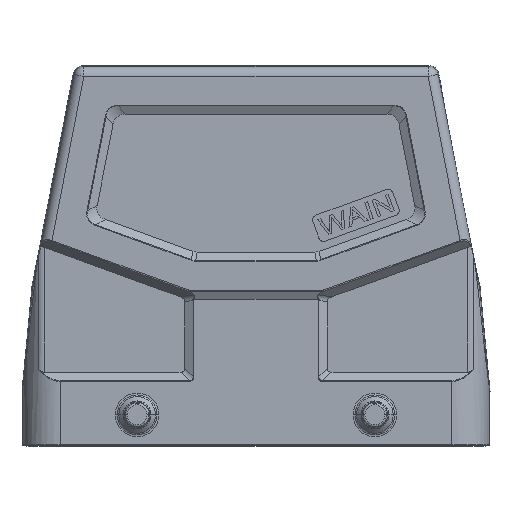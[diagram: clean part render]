
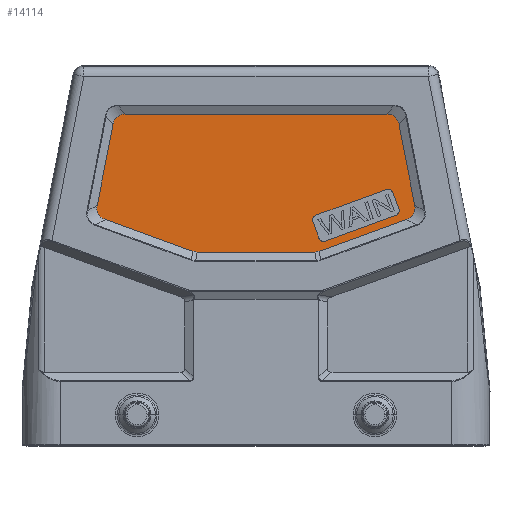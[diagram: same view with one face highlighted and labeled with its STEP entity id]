
A CAD part, top view. The second image highlights one B-rep face of the part: STEP entity #14114.
In plain terms, the highlighted planar face has unit normal (0, 0, 1).
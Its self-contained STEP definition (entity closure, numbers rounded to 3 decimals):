
#2756=DIRECTION('',(0.191,-0.982,0.));
#2757=VECTOR('',#2756,16.467);
#2758=CARTESIAN_POINT('',(28.57,32.245,21.5));
#2759=LINE('',#2758,#2757);
#2768=CARTESIAN_POINT('',(31.712,16.08,21.5));
#2769=CARTESIAN_POINT('',(31.848,15.381,21.5));
#2770=CARTESIAN_POINT('',(31.684,14.231,21.5));
#2771=CARTESIAN_POINT('',(30.782,13.497,21.5));
#2772=CARTESIAN_POINT('',(30.113,13.254,21.5));
#2778=DIRECTION('',(-0.94,-0.342,0.));
#2779=VECTOR('',#2778,18.628);
#2780=CARTESIAN_POINT('',(30.113,13.254,21.5));
#2781=LINE('',#2780,#2779);
#2790=CARTESIAN_POINT('',(12.609,6.883,21.5));
#2791=CARTESIAN_POINT('',(12.333,6.782,21.5));
#2792=CARTESIAN_POINT('',(12.048,6.732,21.5));
#2793=CARTESIAN_POINT('',(11.754,6.732,21.5));
#2804=DIRECTION('',(-1.,0.,0.));
#2805=VECTOR('',#2804,23.508);
#2806=CARTESIAN_POINT('',(11.754,6.732,21.5));
#2807=LINE('',#2806,#2805);
#2812=CARTESIAN_POINT('',(-11.754,6.732,21.5));
#2813=CARTESIAN_POINT('',(-12.048,6.732,21.5));
#2814=CARTESIAN_POINT('',(-12.333,6.782,21.5));
#2815=CARTESIAN_POINT('',(-12.609,6.883,21.5));
#2826=DIRECTION('',(-0.94,0.342,0.));
#2827=VECTOR('',#2826,18.628);
#2828=CARTESIAN_POINT('',(-12.609,6.883,21.5));
#2829=LINE('',#2828,#2827);
#2838=CARTESIAN_POINT('',(-30.113,13.254,21.5));
#2839=CARTESIAN_POINT('',(-30.782,13.497,21.5));
#2840=CARTESIAN_POINT('',(-31.684,14.231,21.5));
#2841=CARTESIAN_POINT('',(-31.848,15.381,21.5));
#2842=CARTESIAN_POINT('',(-31.712,16.08,21.5));
#2848=DIRECTION('',(0.191,0.982,0.));
#2849=VECTOR('',#2848,16.467);
#2850=CARTESIAN_POINT('',(-31.712,16.08,21.5));
#2851=LINE('',#2850,#2849);
#2860=CARTESIAN_POINT('',(-28.57,32.245,21.5));
#2861=CARTESIAN_POINT('',(-28.439,32.919,21.5));
#2862=CARTESIAN_POINT('',(-27.877,33.904,21.5));
#2863=CARTESIAN_POINT('',(-26.803,34.268,21.5));
#2864=CARTESIAN_POINT('',(-26.116,34.268,21.5));
#2870=DIRECTION('',(1.,0.,0.));
#2871=VECTOR('',#2870,52.232);
#2872=CARTESIAN_POINT('',(-26.116,34.268,21.5));
#2873=LINE('',#2872,#2871);
#2878=CARTESIAN_POINT('',(26.116,34.268,21.5));
#2879=CARTESIAN_POINT('',(26.803,34.268,21.5));
#2880=CARTESIAN_POINT('',(27.877,33.904,21.5));
#2881=CARTESIAN_POINT('',(28.439,32.919,21.5));
#2882=CARTESIAN_POINT('',(28.57,32.245,21.5));
#2884=DIRECTION('',(-0.342,0.94,0.));
#2885=VECTOR('',#2884,3.5);
#2886=CARTESIAN_POINT('',(12.562,9.526,21.5));
#2887=LINE('',#2886,#2885);
#2888=CARTESIAN_POINT('',(13.501,9.868,21.5));
#2889=DIRECTION('',(0.,0.,-1.));
#2890=DIRECTION('',(0.342,-0.94,0.));
#2891=AXIS2_PLACEMENT_3D('',#2888,#2889,#2890);
#2893=DIRECTION('',(-0.94,-0.342,0.));
#2894=VECTOR('',#2893,15.);
#2895=CARTESIAN_POINT('',(27.939,14.059,21.5));
#2896=LINE('',#2895,#2894);
#2897=CARTESIAN_POINT('',(27.597,14.998,21.5));
#2898=DIRECTION('',(0.,0.,-1.));
#2899=DIRECTION('',(1.,0.,0.));
#2900=AXIS2_PLACEMENT_3D('',#2897,#2898,#2899);
#2902=CARTESIAN_POINT('',(27.597,14.998,21.5));
#2903=DIRECTION('',(0.,0.,-1.));
#2904=DIRECTION('',(0.94,0.342,0.));
#2905=AXIS2_PLACEMENT_3D('',#2902,#2903,#2904);
#2907=DIRECTION('',(0.342,-0.94,0.));
#2908=VECTOR('',#2907,3.5);
#2909=CARTESIAN_POINT('',(27.339,18.629,21.5));
#2910=LINE('',#2909,#2908);
#2911=CARTESIAN_POINT('',(26.4,18.287,21.5));
#2912=DIRECTION('',(0.,0.,-1.));
#2913=DIRECTION('',(-0.342,0.94,0.));
#2914=AXIS2_PLACEMENT_3D('',#2911,#2912,#2913);
#2916=DIRECTION('',(0.94,0.342,0.));
#2917=VECTOR('',#2916,15.);
#2918=CARTESIAN_POINT('',(11.962,14.097,21.5));
#2919=LINE('',#2918,#2917);
#2920=CARTESIAN_POINT('',(12.304,13.157,21.5));
#2921=DIRECTION('',(0.,0.,-1.));
#2922=DIRECTION('',(-0.94,-0.342,0.));
#2923=AXIS2_PLACEMENT_3D('',#2920,#2921,#2922);
#9009=CARTESIAN_POINT('',(13.843,8.928,21.5));
#9010=CARTESIAN_POINT('',(12.562,9.526,21.5));
#9011=VERTEX_POINT('',#9009);
#9012=VERTEX_POINT('',#9010);
#9013=CARTESIAN_POINT('',(27.939,14.059,21.5));
#9014=VERTEX_POINT('',#9013);
#9015=CARTESIAN_POINT('',(28.536,15.34,21.5));
#9016=CARTESIAN_POINT('',(28.597,14.998,21.5));
#9017=VERTEX_POINT('',#9015);
#9018=VERTEX_POINT('',#9016);
#9019=CARTESIAN_POINT('',(27.339,18.629,21.5));
#9020=VERTEX_POINT('',#9019);
#9021=CARTESIAN_POINT('',(26.058,19.227,21.5));
#9022=VERTEX_POINT('',#9021);
#9023=CARTESIAN_POINT('',(11.962,14.097,21.5));
#9024=VERTEX_POINT('',#9023);
#9025=CARTESIAN_POINT('',(11.364,12.815,21.5));
#9026=VERTEX_POINT('',#9025);
#9120=CARTESIAN_POINT('',(28.57,32.245,21.5));
#9121=CARTESIAN_POINT('',(31.712,16.08,21.5));
#9122=VERTEX_POINT('',#9120);
#9123=VERTEX_POINT('',#9121);
#9124=VERTEX_POINT('',#2878);
#9125=CARTESIAN_POINT('',(-26.116,34.268,21.5));
#9126=VERTEX_POINT('',#9125);
#9127=VERTEX_POINT('',#2860);
#9128=CARTESIAN_POINT('',(-31.712,16.08,21.5));
#9129=VERTEX_POINT('',#9128);
#9130=VERTEX_POINT('',#2838);
#9131=CARTESIAN_POINT('',(-12.609,6.883,21.5));
#9132=VERTEX_POINT('',#9131);
#9133=VERTEX_POINT('',#2812);
#9134=CARTESIAN_POINT('',(11.754,6.732,21.5));
#9135=VERTEX_POINT('',#9134);
#9136=VERTEX_POINT('',#2790);
#9137=CARTESIAN_POINT('',(30.113,13.254,21.5));
#9138=VERTEX_POINT('',#9137);
#14075=CARTESIAN_POINT('',(-34.102,12.862,21.5));
#14076=DIRECTION('',(0.,0.,-1.));
#14077=DIRECTION('',(-1.,0.,0.));
#14078=AXIS2_PLACEMENT_3D('',#14075,#14076,#14077);
#14079=PLANE('',#14078);
#14080=ORIENTED_EDGE('',*,*,#13909,.T.);
#14081=ORIENTED_EDGE('',*,*,#13924,.T.);
#14082=ORIENTED_EDGE('',*,*,#13938,.T.);
#14083=ORIENTED_EDGE('',*,*,#13952,.T.);
#14084=ORIENTED_EDGE('',*,*,#13966,.T.);
#14085=ORIENTED_EDGE('',*,*,#13980,.T.);
#14086=ORIENTED_EDGE('',*,*,#13994,.T.);
#14087=ORIENTED_EDGE('',*,*,#14008,.T.);
#14088=ORIENTED_EDGE('',*,*,#14023,.T.);
#14089=ORIENTED_EDGE('',*,*,#14038,.T.);
#14090=ORIENTED_EDGE('',*,*,#14053,.T.);
#14091=ORIENTED_EDGE('',*,*,#14067,.T.);
#14092=EDGE_LOOP('',(#14080,#14081,#14082,#14083,#14084,#14085,#14086,#14087,
#14088,#14089,#14090,#14091));
#14093=FACE_OUTER_BOUND('',#14092,.F.);
#14095=ORIENTED_EDGE('',*,*,#14094,.F.);
#14097=ORIENTED_EDGE('',*,*,#14096,.F.);
#14099=ORIENTED_EDGE('',*,*,#14098,.F.);
#14101=ORIENTED_EDGE('',*,*,#14100,.F.);
#14103=ORIENTED_EDGE('',*,*,#14102,.F.);
#14105=ORIENTED_EDGE('',*,*,#14104,.F.);
#14107=ORIENTED_EDGE('',*,*,#14106,.F.);
#14109=ORIENTED_EDGE('',*,*,#14108,.F.);
#14111=ORIENTED_EDGE('',*,*,#14110,.F.);
#14112=EDGE_LOOP('',(#14095,#14097,#14099,#14101,#14103,#14105,#14107,#14109,
#14111));
#14113=FACE_BOUND('',#14112,.F.);
#2773=B_SPLINE_CURVE_WITH_KNOTS('',3,(#2768,#2769,#2770,#2771,#2772),
.UNSPECIFIED.,.F.,.F.,(4,1,4),(0.,0.5,1.),.UNSPECIFIED.);
#2794=B_SPLINE_CURVE_WITH_KNOTS('',3,(#2790,#2791,#2792,#2793),.UNSPECIFIED.,
.F.,.F.,(4,4),(0.,1.),.UNSPECIFIED.);
#2816=B_SPLINE_CURVE_WITH_KNOTS('',3,(#2812,#2813,#2814,#2815),.UNSPECIFIED.,
.F.,.F.,(4,4),(0.,1.),.UNSPECIFIED.);
#2843=B_SPLINE_CURVE_WITH_KNOTS('',3,(#2838,#2839,#2840,#2841,#2842),
.UNSPECIFIED.,.F.,.F.,(4,1,4),(0.,0.5,1.),.UNSPECIFIED.);
#2865=B_SPLINE_CURVE_WITH_KNOTS('',3,(#2860,#2861,#2862,#2863,#2864),
.UNSPECIFIED.,.F.,.F.,(4,1,4),(0.,0.5,1.),.UNSPECIFIED.);
#2883=B_SPLINE_CURVE_WITH_KNOTS('',3,(#2878,#2879,#2880,#2881,#2882),
.UNSPECIFIED.,.F.,.F.,(4,1,4),(0.,0.5,1.),.UNSPECIFIED.);
#2892=CIRCLE('',#2891,1.);
#2901=CIRCLE('',#2900,1.);
#2906=CIRCLE('',#2905,1.);
#2915=CIRCLE('',#2914,1.);
#2924=CIRCLE('',#2923,1.);
#13909=EDGE_CURVE('',#9122,#9123,#2759,.T.);
#13924=EDGE_CURVE('',#9123,#9138,#2773,.T.);
#13938=EDGE_CURVE('',#9138,#9136,#2781,.T.);
#13952=EDGE_CURVE('',#9136,#9135,#2794,.T.);
#13966=EDGE_CURVE('',#9135,#9133,#2807,.T.);
#13980=EDGE_CURVE('',#9133,#9132,#2816,.T.);
#13994=EDGE_CURVE('',#9132,#9130,#2829,.T.);
#14008=EDGE_CURVE('',#9130,#9129,#2843,.T.);
#14023=EDGE_CURVE('',#9129,#9127,#2851,.T.);
#14038=EDGE_CURVE('',#9127,#9126,#2865,.T.);
#14053=EDGE_CURVE('',#9126,#9124,#2873,.T.);
#14067=EDGE_CURVE('',#9124,#9122,#2883,.T.);
#14094=EDGE_CURVE('',#9012,#9026,#2887,.T.);
#14096=EDGE_CURVE('',#9011,#9012,#2892,.T.);
#14098=EDGE_CURVE('',#9014,#9011,#2896,.T.);
#14100=EDGE_CURVE('',#9018,#9014,#2901,.T.);
#14102=EDGE_CURVE('',#9017,#9018,#2906,.T.);
#14104=EDGE_CURVE('',#9020,#9017,#2910,.T.);
#14106=EDGE_CURVE('',#9022,#9020,#2915,.T.);
#14108=EDGE_CURVE('',#9024,#9022,#2919,.T.);
#14110=EDGE_CURVE('',#9026,#9024,#2924,.T.);
#14114=ADVANCED_FACE('',(#14093,#14113),#14079,.F.);
